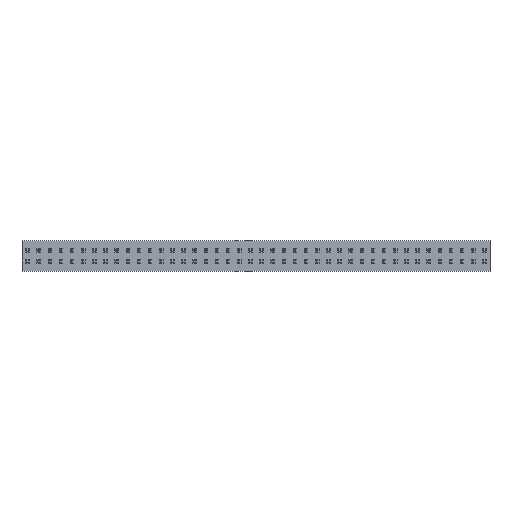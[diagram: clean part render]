
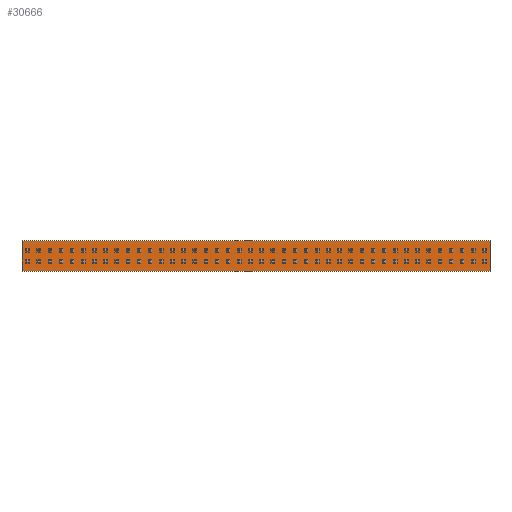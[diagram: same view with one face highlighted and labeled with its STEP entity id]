
A CAD part, top view. The second image highlights one B-rep face of the part: STEP entity #30666.
In plain terms, the highlighted face is planar.
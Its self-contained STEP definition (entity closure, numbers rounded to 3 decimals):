
#30534 = EDGE_CURVE('',#30535,#30537,#30539,.T.);
#30535 = VERTEX_POINT('',#30536);
#30536 = CARTESIAN_POINT('',(-26.67,1.778,-1.715));
#30537 = VERTEX_POINT('',#30538);
#30538 = CARTESIAN_POINT('',(-26.67,1.778,1.715));
#30539 = LINE('',#30540,#30541);
#30540 = CARTESIAN_POINT('',(-26.67,1.778,-1.715));
#30541 = VECTOR('',#30542,1.);
#30542 = DIRECTION('',(0.,0.,1.));
#30574 = EDGE_CURVE('',#30537,#30575,#30577,.T.);
#30575 = VERTEX_POINT('',#30576);
#30576 = CARTESIAN_POINT('',(26.67,1.778,1.715));
#30577 = LINE('',#30578,#30579);
#30578 = CARTESIAN_POINT('',(-26.67,1.778,1.715));
#30579 = VECTOR('',#30580,1.);
#30580 = DIRECTION('',(1.,0.,0.));
#30605 = EDGE_CURVE('',#30575,#30606,#30608,.T.);
#30606 = VERTEX_POINT('',#30607);
#30607 = CARTESIAN_POINT('',(26.67,1.778,-1.715));
#30608 = LINE('',#30609,#30610);
#30609 = CARTESIAN_POINT('',(26.67,1.778,1.715));
#30610 = VECTOR('',#30611,1.);
#30611 = DIRECTION('',(0.,0.,-1.));
#30636 = EDGE_CURVE('',#30606,#30535,#30637,.T.);
#30637 = LINE('',#30638,#30639);
#30638 = CARTESIAN_POINT('',(26.67,1.778,-1.715));
#30639 = VECTOR('',#30640,1.);
#30640 = DIRECTION('',(-1.,0.,0.));
#30666 = ADVANCED_FACE('',(#30667),#30673,.T.);
#30667 = FACE_BOUND('',#30668,.T.);
#30668 = EDGE_LOOP('',(#30669,#30670,#30671,#30672));
#30669 = ORIENTED_EDGE('',*,*,#30534,.T.);
#30670 = ORIENTED_EDGE('',*,*,#30574,.T.);
#30671 = ORIENTED_EDGE('',*,*,#30605,.T.);
#30672 = ORIENTED_EDGE('',*,*,#30636,.T.);
#30673 = PLANE('',#30674);
#30674 = AXIS2_PLACEMENT_3D('',#30675,#30676,#30677);
#30675 = CARTESIAN_POINT('',(0.,1.778,0.));
#30676 = DIRECTION('',(0.,1.,0.));
#30677 = DIRECTION('',(0.,-0.,1.));
